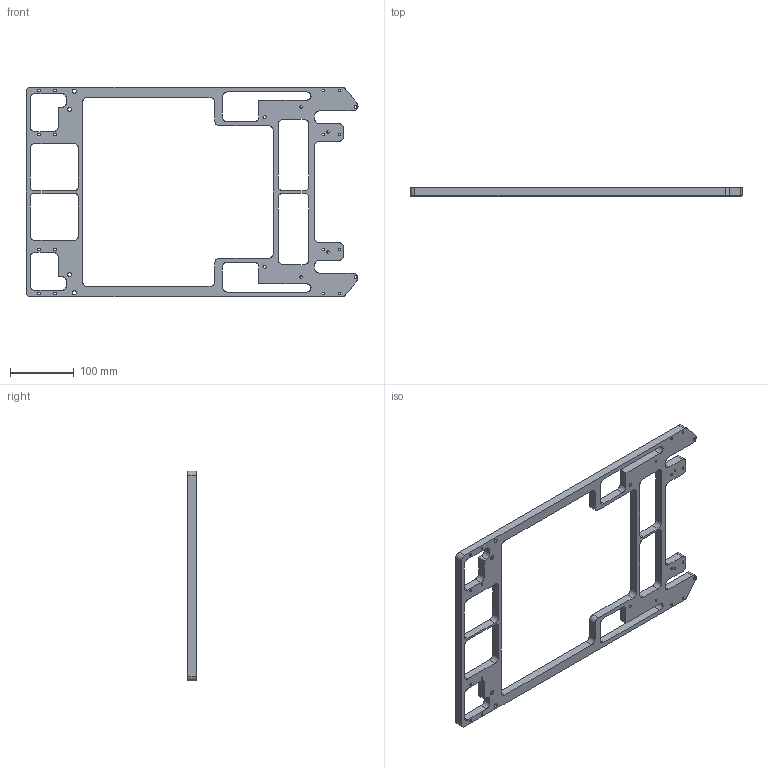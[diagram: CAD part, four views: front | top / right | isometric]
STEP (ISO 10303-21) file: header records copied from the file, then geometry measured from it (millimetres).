
FILE_DESCRIPTION (( 'STEP AP214' ), '1' );
FILE_NAME ('WoodTest1-Frame-1 inch Thick.STEP', '2022-03-02T22:14:14', ( '' ), ( '' ), 'SwSTEP 2.0', 'SolidWorks 2021', '' );
FILE_SCHEMA (( 'AUTOMOTIVE_DESIGN' ));
Length unit declared in the file: inch
Products named in the file (1): WoodTest1-Frame-1 inch Thick
Bounding box: 522.81 x 12.7 x 330.2 mm (x, y, z)
Volume: 512818.4 mm3; surface area: 155108.1 mm2
Topology: 1 solids, 1 shells, 180 faces, 534 edges, 356 vertices
Faces by surface type: cylinder 116, plane 64
Entity records: 7358 total; most frequent: DIRECTION 1128, CARTESIAN_POINT 1071, ORIENTED_EDGE 1068, EDGE_CURVE 534, AXIS2_PLACEMENT_3D 413, VERTEX_POINT 356, VECTOR 302, LINE 302
